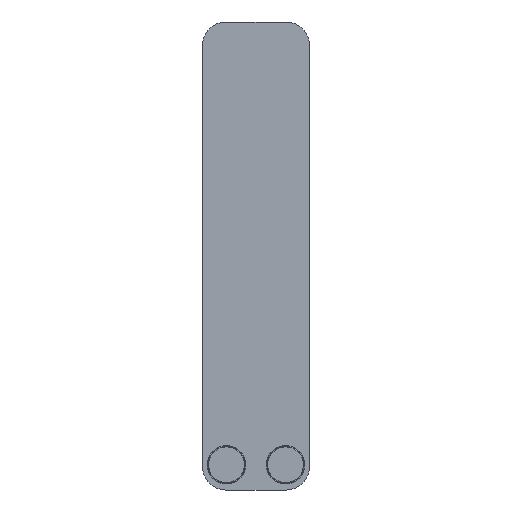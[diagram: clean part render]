
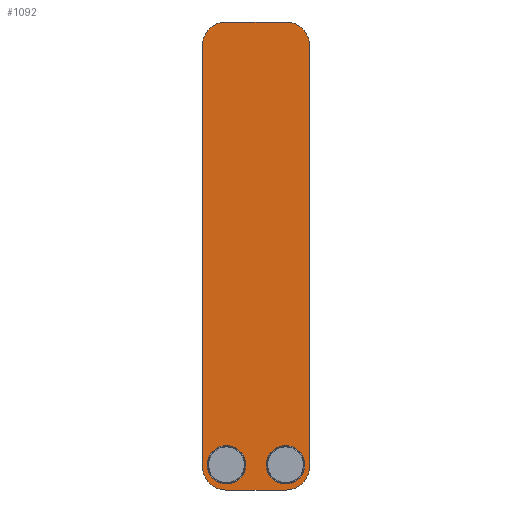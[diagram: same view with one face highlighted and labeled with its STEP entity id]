
A CAD part, front view. The second image highlights one B-rep face of the part: STEP entity #1092.
In plain terms, the highlighted planar face has unit normal (0, -1, 0).
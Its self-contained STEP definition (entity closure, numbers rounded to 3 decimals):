
#168=FACE_OUTER_BOUND('',#278,.T.);
#278=EDGE_LOOP('',(#883,#884,#885,#886,#887,#888,#889,#890));
#411=VERTEX_POINT('',#5303);
#412=VERTEX_POINT('',#5305);
#413=VERTEX_POINT('',#5309);
#414=VERTEX_POINT('',#5313);
#415=VERTEX_POINT('',#5317);
#416=VERTEX_POINT('',#5321);
#417=VERTEX_POINT('',#5325);
#418=VERTEX_POINT('',#5329);
#572=EDGE_CURVE('',#412,#411,#2348,.T.);
#575=EDGE_CURVE('',#411,#413,#1361,.T.);
#577=EDGE_CURVE('',#413,#414,#2352,.T.);
#579=EDGE_CURVE('',#414,#415,#1362,.T.);
#581=EDGE_CURVE('',#415,#416,#2355,.T.);
#583=EDGE_CURVE('',#416,#417,#1363,.T.);
#584=EDGE_CURVE('',#417,#418,#2357,.T.);
#585=EDGE_CURVE('',#418,#412,#1364,.T.);
#883=ORIENTED_EDGE('',*,*,#584,.T.);
#884=ORIENTED_EDGE('',*,*,#585,.T.);
#885=ORIENTED_EDGE('',*,*,#572,.T.);
#886=ORIENTED_EDGE('',*,*,#575,.T.);
#887=ORIENTED_EDGE('',*,*,#577,.T.);
#888=ORIENTED_EDGE('',*,*,#579,.T.);
#889=ORIENTED_EDGE('',*,*,#581,.T.);
#890=ORIENTED_EDGE('',*,*,#583,.T.);
#1013=PLANE('',#2944);
#1092=ADVANCED_FACE('',(#168),#1013,.T.);
#1361=CIRCLE('',#2937,27.);
#1362=CIRCLE('',#2940,27.);
#1363=CIRCLE('',#2943,27.);
#1364=CIRCLE('',#2945,27.);
#2348=LINE('',#5306,#2620);
#2352=LINE('',#5315,#2624);
#2355=LINE('',#5323,#2627);
#2357=LINE('',#5330,#2629);
#2620=VECTOR('',#3823,10.);
#2624=VECTOR('',#3833,10.);
#2627=VECTOR('',#3842,10.);
#2629=VECTOR('',#3850,10.);
#2937=AXIS2_PLACEMENT_3D('',#5311,#3828,#3829);
#2940=AXIS2_PLACEMENT_3D('',#5319,#3837,#3838);
#2943=AXIS2_PLACEMENT_3D('',#5327,#3846,#3847);
#2944=AXIS2_PLACEMENT_3D('',#5328,#3848,#3849);
#2945=AXIS2_PLACEMENT_3D('',#5331,#3851,#3852);
#3823=DIRECTION('',(1.,0.,0.));
#3828=DIRECTION('center_axis',(0.,-1.,0.));
#3829=DIRECTION('ref_axis',(0.,0.,-1.));
#3833=DIRECTION('',(0.,0.,1.));
#3837=DIRECTION('center_axis',(0.,-1.,0.));
#3838=DIRECTION('ref_axis',(1.,0.,0.));
#3842=DIRECTION('',(-1.,0.,0.));
#3846=DIRECTION('center_axis',(0.,-1.,0.));
#3847=DIRECTION('ref_axis',(0.,0.,
1.));
#3848=DIRECTION('center_axis',(0.,-1.,0.));
#3849=DIRECTION('ref_axis',(1.,0.,0.));
#3850=DIRECTION('',(0.,0.,-1.));
#3851=DIRECTION('center_axis',(0.,-1.,0.));
#3852=DIRECTION('ref_axis',(-1.,0.,0.));
#5303=CARTESIAN_POINT('',(34.5,0.,0.));
#5305=CARTESIAN_POINT('',(-34.5,0.,0.));
#5306=CARTESIAN_POINT('',(-34.5,0.,0.));
#5309=CARTESIAN_POINT('',(61.5,0.,27.));
#5311=CARTESIAN_POINT('Origin',(34.5,0.,27.));
#5313=CARTESIAN_POINT('',(61.5,0.,511.));
#5315=CARTESIAN_POINT('',(61.5,0.,27.));
#5317=CARTESIAN_POINT('',(34.5,0.,538.));
#5319=CARTESIAN_POINT('Origin',(34.5,0.,511.));
#5321=CARTESIAN_POINT('',(-34.5,0.,538.));
#5323=CARTESIAN_POINT('',(34.5,0.,538.));
#5325=CARTESIAN_POINT('',(-61.5,0.,511.));
#5327=CARTESIAN_POINT('Origin',(-34.5,0.,511.));
#5328=CARTESIAN_POINT('Origin',(0.,0.,
143.));
#5329=CARTESIAN_POINT('',(-61.5,0.,27.));
#5330=CARTESIAN_POINT('',(-61.5,0.,259.));
#5331=CARTESIAN_POINT('Origin',(-34.5,0.,27.));
